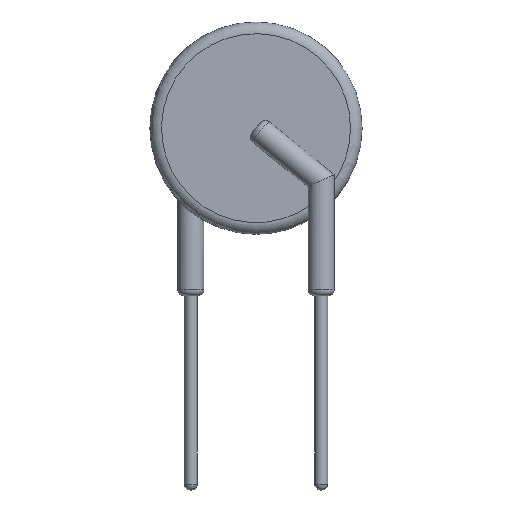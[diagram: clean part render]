
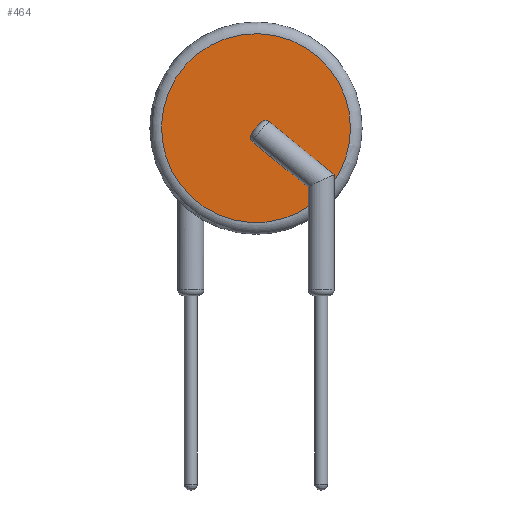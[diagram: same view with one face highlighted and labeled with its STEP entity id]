
A CAD part, front view. The second image highlights one B-rep face of the part: STEP entity #464.
In plain terms, the highlighted planar face has unit normal (0, -1, 0).
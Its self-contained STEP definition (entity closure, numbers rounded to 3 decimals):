
#189 = VERTEX_POINT('',#190);
#190 = CARTESIAN_POINT('',(6.243,-1.28,6.55));
#197 = EDGE_CURVE('',#198,#189,#200,.T.);
#198 = VERTEX_POINT('',#199);
#199 = CARTESIAN_POINT('',(5.497,-1.28,4.325));
#200 = CIRCLE('',#201,3.693);
#201 = AXIS2_PLACEMENT_3D('',#202,#203,#204);
#202 = CARTESIAN_POINT('',(2.55,-1.28,6.55));
#203 = DIRECTION('',(0.,-1.,0.));
#204 = DIRECTION('',(1.,0.,0.));
#207 = VERTEX_POINT('',#208);
#208 = CARTESIAN_POINT('',(4.703,-1.28,3.55));
#291 = EDGE_CURVE('',#189,#207,#292,.T.);
#292 = CIRCLE('',#293,3.693);
#293 = AXIS2_PLACEMENT_3D('',#294,#295,#296);
#294 = CARTESIAN_POINT('',(2.55,-1.28,6.55));
#295 = DIRECTION('',(0.,-1.,0.));
#296 = DIRECTION('',(1.,0.,0.));
#464 = ADVANCED_FACE('',(#465),#560,.T.);
#465 = FACE_BOUND('',#466,.T.);
#466 = EDGE_LOOP('',(#467,#468,#469,#477,#486,#495,#516,#524,#545,#554)
);
#467 = ORIENTED_EDGE('',*,*,#197,.T.);
#468 = ORIENTED_EDGE('',*,*,#291,.T.);
#469 = ORIENTED_EDGE('',*,*,#470,.F.);
#470 = EDGE_CURVE('',#471,#207,#473,.T.);
#471 = VERTEX_POINT('',#472);
#472 = CARTESIAN_POINT('',(4.703,-1.28,4.269));
#473 = LINE('',#474,#475);
#474 = CARTESIAN_POINT('',(4.703,-1.28,0.));
#475 = VECTOR('',#476,1.);
#476 = DIRECTION('',(0.,0.,-1.));
#477 = ORIENTED_EDGE('',*,*,#478,.F.);
#478 = EDGE_CURVE('',#479,#471,#481,.T.);
#479 = VERTEX_POINT('',#480);
#480 = CARTESIAN_POINT('',(2.494,-1.28,5.954));
#481 = ELLIPSE('',#482,5.395,0.51);
#482 = AXIS2_PLACEMENT_3D('',#483,#484,#485);
#483 = CARTESIAN_POINT('',(2.494,-1.28,6.612));
#484 = DIRECTION('',(0.,-1.,0.));
#485 = DIRECTION('',(0.773,0.,-0.634
));
#486 = ORIENTED_EDGE('',*,*,#487,.F.);
#487 = EDGE_CURVE('',#488,#479,#490,.T.);
#488 = VERTEX_POINT('',#489);
#489 = CARTESIAN_POINT('',(2.427,-1.28,6.008));
#490 = ELLIPSE('',#491,5.395,0.51);
#491 = AXIS2_PLACEMENT_3D('',#492,#493,#494);
#492 = CARTESIAN_POINT('',(2.494,-1.28,6.612));
#493 = DIRECTION('',(0.,-1.,0.));
#494 = DIRECTION('',(0.773,0.,-0.634
));
#495 = ORIENTED_EDGE('',*,*,#496,.T.);
#496 = EDGE_CURVE('',#488,#497,#499,.T.);
#497 = VERTEX_POINT('',#498);
#498 = CARTESIAN_POINT('',(2.393,-1.28,6.334));
#499 = B_SPLINE_CURVE_WITH_KNOTS('',8,(#500,#501,#502,#503,#504,#505,
#506,#507,#508,#509,#510,#511,#512,#513,#514,#515),.UNSPECIFIED.,.F.
,.F.,(9,7,9),(0.,0.192,1.),.UNSPECIFIED.);
#500 = CARTESIAN_POINT('',(2.427,-1.28,6.008));
#501 = CARTESIAN_POINT('',(2.42,-1.28,6.014));
#502 = CARTESIAN_POINT('',(2.414,-1.28,6.019));
#503 = CARTESIAN_POINT('',(2.407,-1.28,6.026));
#504 = CARTESIAN_POINT('',(2.401,-1.28,6.032));
#505 = CARTESIAN_POINT('',(2.395,-1.28,6.039));
#506 = CARTESIAN_POINT('',(2.39,-1.28,6.045));
#507 = CARTESIAN_POINT('',(2.385,-1.28,6.053));
#508 = CARTESIAN_POINT('',(2.36,-1.28,6.091));
#509 = CARTESIAN_POINT('',(2.345,-1.28,6.125));
#510 = CARTESIAN_POINT('',(2.336,-1.28,6.162));
#511 = CARTESIAN_POINT('',(2.335,-1.28,6.2));
#512 = CARTESIAN_POINT('',(2.34,-1.28,6.237));
#513 = CARTESIAN_POINT('',(2.352,-1.28,6.273));
#514 = CARTESIAN_POINT('',(2.37,-1.28,6.306));
#515 = CARTESIAN_POINT('',(2.393,-1.28,6.334));
#516 = ORIENTED_EDGE('',*,*,#517,.F.);
#517 = EDGE_CURVE('',#518,#497,#520,.T.);
#518 = VERTEX_POINT('',#519);
#519 = CARTESIAN_POINT('',(2.746,-1.28,6.764));
#520 = LINE('',#521,#522);
#521 = CARTESIAN_POINT('',(2.566,-1.28,6.545));
#522 = VECTOR('',#523,1.);
#523 = DIRECTION('',(-0.634,0.,-0.773
));
#524 = ORIENTED_EDGE('',*,*,#525,.F.);
#525 = EDGE_CURVE('',#526,#518,#528,.T.);
#526 = VERTEX_POINT('',#527);
#527 = CARTESIAN_POINT('',(3.072,-1.28,6.795));
#528 = B_SPLINE_CURVE_WITH_KNOTS('',8,(#529,#530,#531,#532,#533,#534,
#535,#536,#537,#538,#539,#540,#541,#542,#543,#544),.UNSPECIFIED.,.F.
,.F.,(9,7,9),(0.,0.192,1.),.UNSPECIFIED.);
#529 = CARTESIAN_POINT('',(3.072,-1.28,6.795));
#530 = CARTESIAN_POINT('',(3.066,-1.28,6.801));
#531 = CARTESIAN_POINT('',(3.059,-1.28,6.806));
#532 = CARTESIAN_POINT('',(3.052,-1.28,6.811));
#533 = CARTESIAN_POINT('',(3.044,-1.28,6.816));
#534 = CARTESIAN_POINT('',(3.036,-1.28,6.82));
#535 = CARTESIAN_POINT('',(3.029,-1.28,6.824));
#536 = CARTESIAN_POINT('',(3.021,-1.28,6.828));
#537 = CARTESIAN_POINT('',(2.979,-1.28,6.846));
#538 = CARTESIAN_POINT('',(2.942,-1.28,6.853));
#539 = CARTESIAN_POINT('',(2.904,-1.28,6.854));
#540 = CARTESIAN_POINT('',(2.866,-1.28,6.849));
#541 = CARTESIAN_POINT('',(2.831,-1.28,6.836));
#542 = CARTESIAN_POINT('',(2.798,-1.28,6.817));
#543 = CARTESIAN_POINT('',(2.769,-1.28,6.793));
#544 = CARTESIAN_POINT('',(2.746,-1.28,6.764));
#545 = ORIENTED_EDGE('',*,*,#546,.F.);
#546 = EDGE_CURVE('',#547,#526,#549,.T.);
#547 = VERTEX_POINT('',#548);
#548 = CARTESIAN_POINT('',(5.497,-1.28,4.644));
#549 = ELLIPSE('',#550,5.395,0.51);
#550 = AXIS2_PLACEMENT_3D('',#551,#552,#553);
#551 = CARTESIAN_POINT('',(2.494,-1.28,6.612));
#552 = DIRECTION('',(0.,-1.,0.));
#553 = DIRECTION('',(0.773,0.,-0.634
));
#554 = ORIENTED_EDGE('',*,*,#555,.T.);
#555 = EDGE_CURVE('',#547,#198,#556,.T.);
#556 = LINE('',#557,#558);
#557 = CARTESIAN_POINT('',(5.497,-1.28,0.));
#558 = VECTOR('',#559,1.);
#559 = DIRECTION('',(0.,0.,-1.));
#560 = PLANE('',#561);
#561 = AXIS2_PLACEMENT_3D('',#562,#563,#564);
#562 = CARTESIAN_POINT('',(2.55,-1.28,6.55));
#563 = DIRECTION('',(0.,-1.,0.));
#564 = DIRECTION('',(-1.,0.,0.));
